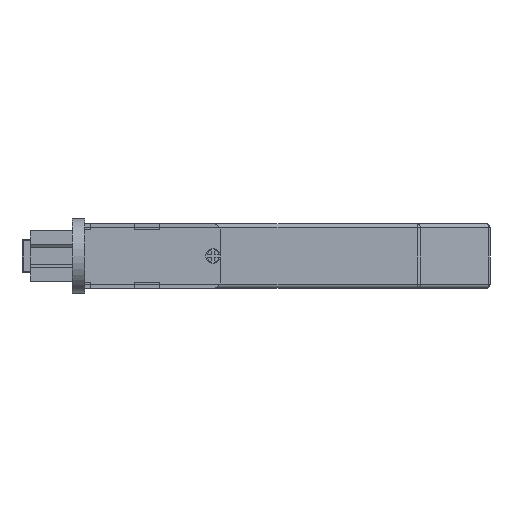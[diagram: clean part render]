
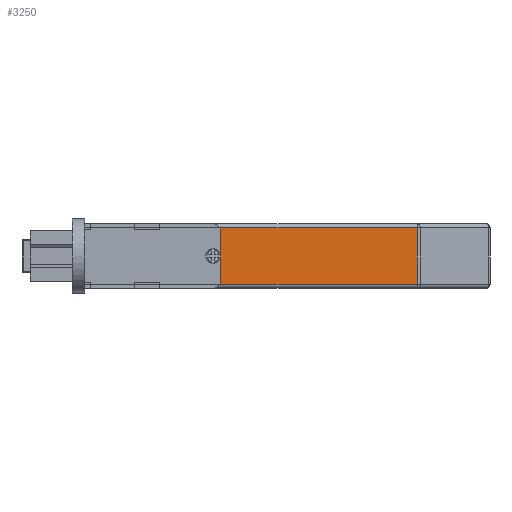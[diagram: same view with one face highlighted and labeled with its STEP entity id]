
A CAD part, front view. The second image highlights one B-rep face of the part: STEP entity #3250.
In plain terms, the highlighted planar face has unit normal (0, -1, 0).
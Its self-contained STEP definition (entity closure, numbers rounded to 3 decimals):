
#104 = CARTESIAN_POINT ( 'NONE',  ( 92.586, -14.7, 12.75 ) ) ;
#185 = VECTOR ( 'NONE', #12061, 1000. ) ;
#523 = EDGE_LOOP ( 'NONE', ( #6841, #2634, #8209, #7280 ) ) ;
#534 = EDGE_LOOP ( 'NONE', ( #2408, #4845 ) ) ;
#565 = DIRECTION ( 'NONE',  ( 0., 0., -1. ) ) ;
#820 = LINE ( 'NONE', #12113, #5556 ) ;
#1099 = VECTOR ( 'NONE', #6675, 1000. ) ;
#1459 = CIRCLE ( 'NONE', #7368, 1.75 ) ;
#1801 = AXIS2_PLACEMENT_3D ( 'NONE', #2286, #7064, #11747 ) ;
#1831 = EDGE_CURVE ( 'NONE', #5464, #9559, #820, .T. ) ;
#2286 = CARTESIAN_POINT ( 'NONE',  ( 13., -14.7, -1.75 ) ) ;
#2408 = ORIENTED_EDGE ( 'NONE', *, *, #12027, .F. ) ;
#2634 = ORIENTED_EDGE ( 'NONE', *, *, #1831, .T. ) ;
#3062 = EDGE_CURVE ( 'NONE', #7843, #11609, #1459, .T. ) ;
#3188 = VECTOR ( 'NONE', #9220, 1000. ) ;
#3250 = ADVANCED_FACE ( 'NONE', ( #5080, #11809 ), #7986, .T. ) ;
#3494 = CARTESIAN_POINT ( 'NONE',  ( 43.75, -14.7, 6. ) ) ;
#3530 = EDGE_CURVE ( 'NONE', #5464, #7597, #11365, .T. ) ;
#3861 = CARTESIAN_POINT ( 'NONE',  ( 92.586, -14.7, -0.75 ) ) ;
#4535 = CARTESIAN_POINT ( 'NONE',  ( 43.75, -14.7, 6. ) ) ;
#4578 = DIRECTION ( 'NONE',  ( 1., 0., 0. ) ) ;
#4845 = ORIENTED_EDGE ( 'NONE', *, *, #3062, .F. ) ;
#5080 = FACE_BOUND ( 'NONE', #534, .T. ) ;
#5139 = CIRCLE ( 'NONE', #11645, 1.75 ) ;
#5464 = VERTEX_POINT ( 'NONE', #7167 ) ;
#5556 = VECTOR ( 'NONE', #4578, 1000. ) ;
#6389 = LINE ( 'NONE', #10154, #3188 ) ;
#6675 = DIRECTION ( 'NONE',  ( 0., 0., 1. ) ) ;
#6841 = ORIENTED_EDGE ( 'NONE', *, *, #3530, .F. ) ;
#7064 = DIRECTION ( 'NONE',  ( 0., -1., 0. ) ) ;
#7167 = CARTESIAN_POINT ( 'NONE',  ( 13., -14.7, -0.75 ) ) ;
#7235 = CARTESIAN_POINT ( 'NONE',  ( 43.75, -14.7, 4.25 ) ) ;
#7257 = CARTESIAN_POINT ( 'NONE',  ( 13., -14.7, 12.75 ) ) ;
#7280 = ORIENTED_EDGE ( 'NONE', *, *, #9818, .T. ) ;
#7309 = CARTESIAN_POINT ( 'NONE',  ( 13., -14.7, 12.75 ) ) ;
#7368 = AXIS2_PLACEMENT_3D ( 'NONE', #4535, #10277, #8419 ) ;
#7597 = VERTEX_POINT ( 'NONE', #7257 ) ;
#7619 = EDGE_CURVE ( 'NONE', #9559, #7694, #6389, .T. ) ;
#7655 = CARTESIAN_POINT ( 'NONE',  ( 13., -14.7, -1.75 ) ) ;
#7694 = VERTEX_POINT ( 'NONE', #104 ) ;
#7843 = VERTEX_POINT ( 'NONE', #11122 ) ;
#7986 = PLANE ( 'NONE',  #1801 ) ;
#8209 = ORIENTED_EDGE ( 'NONE', *, *, #7619, .T. ) ;
#8419 = DIRECTION ( 'NONE',  ( 0., 0., -1. ) ) ;
#9220 = DIRECTION ( 'NONE',  ( 0., 0., 1. ) ) ;
#9559 = VERTEX_POINT ( 'NONE', #3861 ) ;
#9818 = EDGE_CURVE ( 'NONE', #7694, #7597, #10152, .T. ) ;
#9944 = DIRECTION ( 'NONE',  ( 0., -1., 0. ) ) ;
#10152 = LINE ( 'NONE', #7309, #185 ) ;
#10154 = CARTESIAN_POINT ( 'NONE',  ( 92.586, -14.7, -1.75 ) ) ;
#10277 = DIRECTION ( 'NONE',  ( 0., -1., 0. ) ) ;
#11122 = CARTESIAN_POINT ( 'NONE',  ( 43.75, -14.7, 7.75 ) ) ;
#11365 = LINE ( 'NONE', #7655, #1099 ) ;
#11609 = VERTEX_POINT ( 'NONE', #7235 ) ;
#11645 = AXIS2_PLACEMENT_3D ( 'NONE', #3494, #9944, #565 ) ;
#11747 = DIRECTION ( 'NONE',  ( 0., 0., -1. ) ) ;
#11809 = FACE_OUTER_BOUND ( 'NONE', #523, .T. ) ;
#12027 = EDGE_CURVE ( 'NONE', #11609, #7843, #5139, .T. ) ;
#12061 = DIRECTION ( 'NONE',  ( -1., 0., 0. ) ) ;
#12113 = CARTESIAN_POINT ( 'NONE',  ( 93., -14.7, -0.75 ) ) ;
